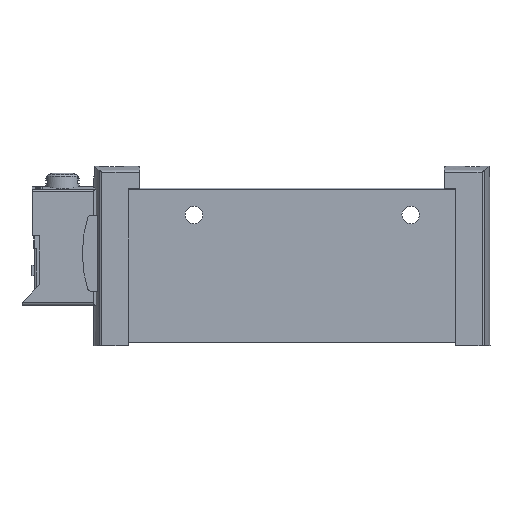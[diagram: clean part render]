
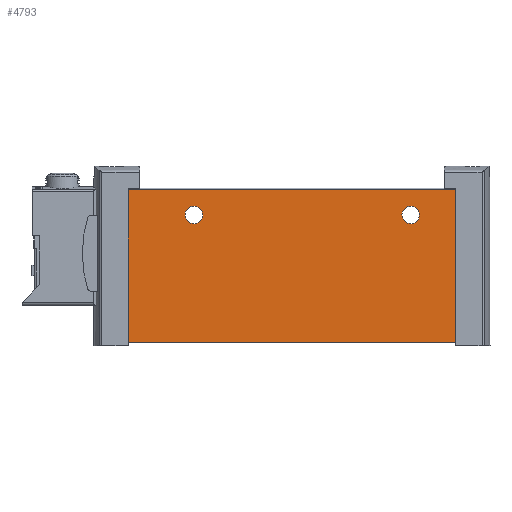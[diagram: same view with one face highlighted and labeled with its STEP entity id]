
A CAD part, top view. The second image highlights one B-rep face of the part: STEP entity #4793.
In plain terms, the highlighted planar face has unit normal (0, 0, 1).
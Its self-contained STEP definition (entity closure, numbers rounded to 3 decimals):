
#58=PLANE('',#5161);
#303=CIRCLE('',#5162,2.1);
#304=CIRCLE('',#5163,2.1);
#505=LINE('',#7393,#978);
#514=LINE('',#7421,#987);
#519=LINE('',#7441,#992);
#522=LINE('',#7447,#995);
#978=VECTOR('',#5759,1000.);
#987=VECTOR('',#5784,1000.);
#992=VECTOR('',#5807,1000.);
#995=VECTOR('',#5816,1000.);
#1589=ORIENTED_EDGE('',*,*,#2985,.F.);
#1590=ORIENTED_EDGE('',*,*,#2986,.F.);
#1591=ORIENTED_EDGE('',*,*,#2981,.T.);
#1592=ORIENTED_EDGE('',*,*,#2970,.F.);
#1593=ORIENTED_EDGE('',*,*,#2984,.F.);
#1594=ORIENTED_EDGE('',*,*,#2954,.T.);
#2954=EDGE_CURVE('',#3656,#3655,#505,.T.);
#2970=EDGE_CURVE('',#3666,#3663,#514,.T.);
#2981=EDGE_CURVE('',#3655,#3663,#519,.T.);
#2984=EDGE_CURVE('',#3656,#3666,#522,.T.);
#2985=EDGE_CURVE('',#3673,#3673,#303,.F.);
#2986=EDGE_CURVE('',#3674,#3674,#304,.F.);
#3655=VERTEX_POINT('',#7392);
#3656=VERTEX_POINT('',#7394);
#3663=VERTEX_POINT('',#7411);
#3666=VERTEX_POINT('',#7420);
#3673=VERTEX_POINT('',#7450);
#3674=VERTEX_POINT('',#7452);
#4069=EDGE_LOOP('',(#1589));
#4070=EDGE_LOOP('',(#1590));
#4071=EDGE_LOOP('',(#1591,#1592,#1593,#1594));
#4400=FACE_BOUND('',#4069,.T.);
#4401=FACE_BOUND('',#4070,.T.);
#4402=FACE_BOUND('',#4071,.T.);
#4793=ADVANCED_FACE('',(#4400,#4401,#4402),#58,.F.);
#5161=AXIS2_PLACEMENT_3D('',#7448,#5817,#5818);
#5162=AXIS2_PLACEMENT_3D('',#7449,#5819,#5820);
#5163=AXIS2_PLACEMENT_3D('',#7451,#5821,#5822);
#5759=DIRECTION('',(-1.,0.,0.));
#5784=DIRECTION('',(-1.,0.,0.));
#5807=DIRECTION('',(0.,-1.,0.));
#5816=DIRECTION('',(0.,-1.,0.));
#5817=DIRECTION('',(0.,0.,-1.));
#5818=DIRECTION('',(-1.,0.,0.));
#5819=DIRECTION('',(0.,0.,-1.));
#5820=DIRECTION('',(-1.,0.,0.));
#5821=DIRECTION('',(0.,0.,-1.));
#5822=DIRECTION('',(-1.,0.,0.));
#7392=CARTESIAN_POINT('',(-39.2,36.6,9.15));
#7393=CARTESIAN_POINT('',(39.2,36.6,9.15));
#7394=CARTESIAN_POINT('',(39.2,36.6,9.15));
#7411=CARTESIAN_POINT('',(-39.2,0.,9.15));
#7420=CARTESIAN_POINT('',(39.2,0.,9.15));
#7421=CARTESIAN_POINT('',(39.2,0.,9.15));
#7441=CARTESIAN_POINT('',(-39.2,36.6,9.15));
#7447=CARTESIAN_POINT('',(39.2,36.6,9.15));
#7448=CARTESIAN_POINT('',(39.2,36.6,9.15));
#7449=CARTESIAN_POINT('',(28.5,30.6,9.15));
#7450=CARTESIAN_POINT('',(26.4,30.6,9.15));
#7451=CARTESIAN_POINT('',(-23.5,30.6,9.15));
#7452=CARTESIAN_POINT('',(-25.6,30.6,9.15));
